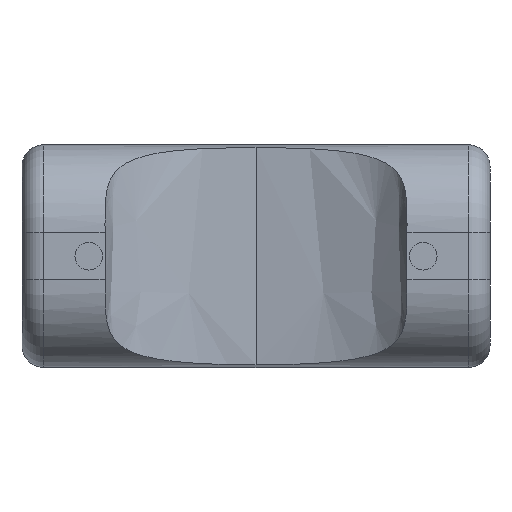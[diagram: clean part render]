
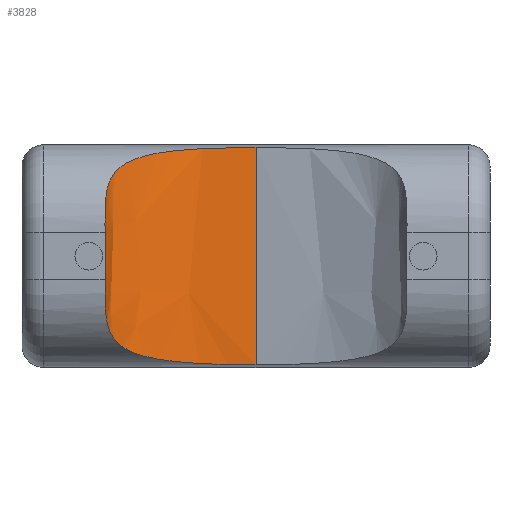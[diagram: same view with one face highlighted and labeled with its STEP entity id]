
A CAD part, front view. The second image highlights one B-rep face of the part: STEP entity #3828.
In plain terms, the highlighted free-form (B-spline) face has degree [3, 1] with [4, 2] control points.
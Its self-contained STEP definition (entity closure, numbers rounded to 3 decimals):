
#241 = CARTESIAN_POINT ( 'NONE',  ( 1.945, 0.271, 0.99 ) ) ;
#316 = CARTESIAN_POINT ( 'NONE',  ( 2.203, 0.635, 4.544 ) ) ;
#363 = CARTESIAN_POINT ( 'NONE',  ( 2.041, 0.449, 4.346 ) ) ;
#565 = CARTESIAN_POINT ( 'NONE',  ( 5.335, 1.52, 0.029 ) ) ;
#597 = CARTESIAN_POINT ( 'NONE',  ( 1.905, 0.134, 1.273 ) ) ;
#631 = CARTESIAN_POINT ( 'NONE',  ( 1.893, 0., 3.294 ) ) ;
#645 = CARTESIAN_POINT ( 'NONE',  ( 1.893, 0., 1.786 ) ) ;
#817 = CARTESIAN_POINT ( 'NONE',  ( 1.893, 0., 0.029 ) ) ;
#822 = VECTOR ( 'NONE', #1377, 1000. ) ;
#903 = CARTESIAN_POINT ( 'NONE',  ( 4.489, 1.479, 0.067 ) ) ;
#910 = CARTESIAN_POINT ( 'NONE',  ( 1.893, 0., 5.051 ) ) ;
#920 = CARTESIAN_POINT ( 'NONE',  ( 3.864, 1.369, 0.102 ) ) ;
#939 = CARTESIAN_POINT ( 'NONE',  ( 5.335, 1.52, 0.058 ) ) ;
#994 = CARTESIAN_POINT ( 'NONE',  ( 3.872, 1.37, 4.979 ) ) ;
#1117 = EDGE_LOOP ( 'NONE', ( #2532, #4191, #1120, #3511 ) ) ;
#1120 = ORIENTED_EDGE ( 'NONE', *, *, #3049, .T. ) ;
#1128 = CARTESIAN_POINT ( 'NONE',  ( 1.893, 0.859, 5.051 ) ) ;
#1129 = CARTESIAN_POINT ( 'NONE',  ( 1.893, 0., 0. ) ) ;
#1194 = CARTESIAN_POINT ( 'NONE',  ( 5.335, 1.52, 5.022 ) ) ;
#1209 = CARTESIAN_POINT ( 'NONE',  ( 2.499, 0.869, 0.344 ) ) ;
#1225 = B_SPLINE_SURFACE_WITH_KNOTS ( 'NONE', 3, 1, ( 
 ( #565, #3814 ),
 ( #4082, #2854 ),
 ( #2815, #1128 ),
 ( #817, #910 ) ),
 .UNSPECIFIED., .F., .F., .F.,
 ( 4, 4 ),
 ( 2, 2 ),
 ( 0., 1. ),
 ( 0., 1. ),
 .UNSPECIFIED. ) ;
#1332 = CARTESIAN_POINT ( 'NONE',  ( 1.89, 0.035, 3.507 ) ) ;
#1377 = DIRECTION ( 'NONE',  ( 0., 0., 1. ) ) ;
#1395 = CARTESIAN_POINT ( 'NONE',  ( 5.335, 1.52, 0. ) ) ;
#1530 = CARTESIAN_POINT ( 'NONE',  ( 2.678, 0.969, 0.284 ) ) ;
#1552 = CARTESIAN_POINT ( 'NONE',  ( 3.667, 1.325, 4.964 ) ) ;
#1580 = CARTESIAN_POINT ( 'NONE',  ( 2.684, 0.972, 4.798 ) ) ;
#1605 = CARTESIAN_POINT ( 'NONE',  ( 4.911, 1.515, 5.02 ) ) ;
#1652 = CARTESIAN_POINT ( 'NONE',  ( 1.934, 0.269, 4.101 ) ) ;
#1672 = B_SPLINE_CURVE_WITH_KNOTS ( 'NONE', 3,
 ( #3929, #645, #2549, #597, #2297, #241, #3903, #3877, #2207, #3602, #3853, #1209, #1530, #2846, #1945, #4151, #920, #903, #2524, #939 ),
 .UNSPECIFIED., .F., .F.,
 ( 4, 2, 2, 2, 2, 2, 2, 2, 2, 4 ),
 ( 0., 0.001, 0.001, 0.001, 0.002, 0.002, 0.003, 0.003, 0.004, 0.005 ),
 .UNSPECIFIED. ) ;
#1878 = CARTESIAN_POINT ( 'NONE',  ( 1.91, 0.168, 3.909 ) ) ;
#1945 = CARTESIAN_POINT ( 'NONE',  ( 3.256, 1.208, 0.163 ) ) ;
#1955 = CARTESIAN_POINT ( 'NONE',  ( 3.261, 1.209, 4.918 ) ) ;
#1973 = CARTESIAN_POINT ( 'NONE',  ( 5.335, 1.52, 5.022 ) ) ;
#2135 = CARTESIAN_POINT ( 'NONE',  ( 1.893, 0., 2. ) ) ;
#2207 = CARTESIAN_POINT ( 'NONE',  ( 2.085, 0.508, 0.665 ) ) ;
#2227 = CARTESIAN_POINT ( 'NONE',  ( 1.893, 0., 3.08 ) ) ;
#2231 = CARTESIAN_POINT ( 'NONE',  ( 2.502, 0.871, 4.737 ) ) ;
#2255 = CARTESIAN_POINT ( 'NONE',  ( 2.088, 0.511, 4.418 ) ) ;
#2297 = CARTESIAN_POINT ( 'NONE',  ( 1.913, 0.175, 1.176 ) ) ;
#2305 = CARTESIAN_POINT ( 'NONE',  ( 3.062, 1.14, 4.888 ) ) ;
#2438 = DIRECTION ( 'NONE',  ( 0., 0., 1. ) ) ;
#2524 = CARTESIAN_POINT ( 'NONE',  ( 4.911, 1.515, 0.06 ) ) ;
#2532 = ORIENTED_EDGE ( 'NONE', *, *, #2977, .T. ) ;
#2549 = CARTESIAN_POINT ( 'NONE',  ( 1.89, 0.034, 1.577 ) ) ;
#2607 = EDGE_CURVE ( 'NONE', #2939, #4130, #4050, .T. ) ;
#2745 = LINE ( 'NONE', #1395, #822 ) ;
#2815 = CARTESIAN_POINT ( 'NONE',  ( 1.893, 0.859, 0.029 ) ) ;
#2846 = CARTESIAN_POINT ( 'NONE',  ( 3.058, 1.138, 0.192 ) ) ;
#2854 = CARTESIAN_POINT ( 'NONE',  ( 3.471, 1.499, 5.051 ) ) ;
#2908 = CARTESIAN_POINT ( 'NONE',  ( 1.893, 0., 3.08 ) ) ;
#2939 = VERTEX_POINT ( 'NONE', #2135 ) ;
#2977 = EDGE_CURVE ( 'NONE', #2939, #3799, #1672, .T. ) ;
#3049 = EDGE_CURVE ( 'NONE', #3173, #4130, #4088, .T. ) ;
#3173 = VERTEX_POINT ( 'NONE', #1194 ) ;
#3511 = ORIENTED_EDGE ( 'NONE', *, *, #2607, .F. ) ;
#3602 = CARTESIAN_POINT ( 'NONE',  ( 2.202, 0.633, 0.537 ) ) ;
#3718 = EDGE_CURVE ( 'NONE', #3799, #3173, #2745, .T. ) ;
#3794 = FACE_OUTER_BOUND ( 'NONE', #1117, .T. ) ;
#3799 = VERTEX_POINT ( 'NONE', #4065 ) ;
#3814 = CARTESIAN_POINT ( 'NONE',  ( 5.335, 1.52, 5.051 ) ) ;
#3828 = ADVANCED_FACE ( 'NONE', ( #3794 ), #1225, .F. ) ;
#3832 = VECTOR ( 'NONE', #2438, 1000. ) ;
#3853 = CARTESIAN_POINT ( 'NONE',  ( 2.27, 0.694, 0.483 ) ) ;
#3877 = CARTESIAN_POINT ( 'NONE',  ( 2.039, 0.445, 0.738 ) ) ;
#3883 = CARTESIAN_POINT ( 'NONE',  ( 2.273, 0.697, 4.599 ) ) ;
#3903 = CARTESIAN_POINT ( 'NONE',  ( 1.969, 0.327, 0.9 ) ) ;
#3929 = CARTESIAN_POINT ( 'NONE',  ( 1.893, 0., 2. ) ) ;
#3935 = CARTESIAN_POINT ( 'NONE',  ( 4.492, 1.479, 5.013 ) ) ;
#4050 = LINE ( 'NONE', #1129, #3832 ) ;
#4065 = CARTESIAN_POINT ( 'NONE',  ( 5.335, 1.52, 0.058 ) ) ;
#4082 = CARTESIAN_POINT ( 'NONE',  ( 3.471, 1.499, 0.029 ) ) ;
#4088 = B_SPLINE_CURVE_WITH_KNOTS ( 'NONE', 3,
 ( #1973, #1605, #3935, #994, #1552, #1955, #2305, #1580, #2231, #3883, #316, #2255, #363, #1652, #1878, #1332, #631, #2908 ),
 .UNSPECIFIED., .F., .F.,
 ( 4, 2, 2, 2, 2, 2, 2, 2, 4 ),
 ( 0., 0.001, 0.002, 0.003, 0.003, 0.003, 0.004, 0.004, 0.005 ),
 .UNSPECIFIED. ) ;
#4130 = VERTEX_POINT ( 'NONE', #2227 ) ;
#4151 = CARTESIAN_POINT ( 'NONE',  ( 3.658, 1.323, 0.117 ) ) ;
#4191 = ORIENTED_EDGE ( 'NONE', *, *, #3718, .T. ) ;
